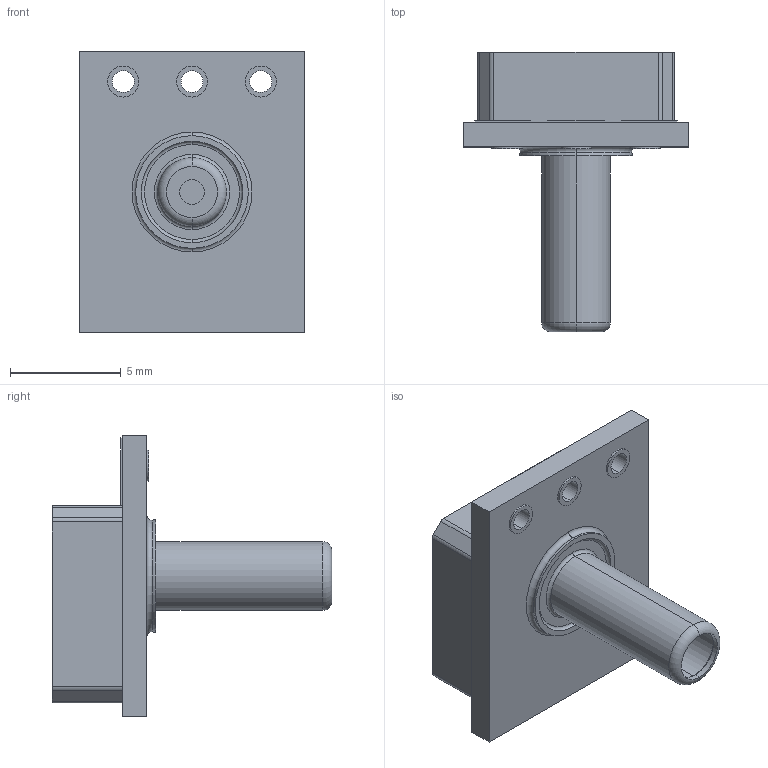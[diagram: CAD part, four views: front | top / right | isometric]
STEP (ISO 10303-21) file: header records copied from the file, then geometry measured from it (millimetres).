
FILE_DESCRIPTION((''),'2;1');
FILE_NAME('TR1-10X-ELEMENT','2018-10-09T14:33:22',('RICKB'),('Bourns, Inc.'),'CREO PARAMETRIC BY PTC INC, 2018050','CREO PARAMETRIC BY PTC INC, 2018050','');
FILE_SCHEMA(('AUTOMOTIVE_DESIGN { 1 0 10303 214 1 1 1 1 }'));
Length unit declared in the file: inch
Products named in the file (1): TR1-10X-ELEMENT
Bounding box: 10.16 x 12.59 x 12.7 mm (x, y, z)
Volume: 304.7 mm3; surface area: 749.7 mm2
Topology: 1 solids, 1 shells, 133 faces, 336 edges, 206 vertices
Faces by surface type: plane 65, cylinder 46, torus 14, bspline 8
Entity records: 4650 total; most frequent: CARTESIAN_POINT 1381, ORIENTED_EDGE 656, DIRECTION 646, EDGE_CURVE 328, AXIS2_PLACEMENT_3D 221, VERTEX_POINT 206, VECTOR 204, LINE 204
